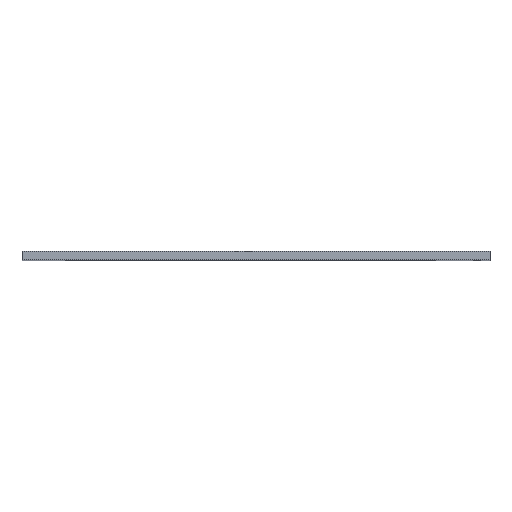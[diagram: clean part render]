
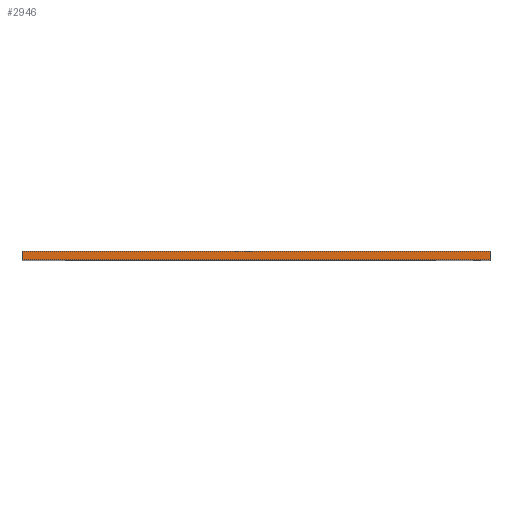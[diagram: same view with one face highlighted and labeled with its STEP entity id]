
A CAD part, top view. The second image highlights one B-rep face of the part: STEP entity #2946.
In plain terms, the highlighted planar face has unit normal (0, 0, 1).
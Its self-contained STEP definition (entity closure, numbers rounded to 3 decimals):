
#339=FACE_OUTER_BOUND('',#526,.T.);
#526=EDGE_LOOP('',(#2570,#2571,#2572,#2573));
#585=LINE('',#3876,#923);
#916=LINE('',#4654,#1254);
#917=LINE('',#4657,#1255);
#918=LINE('',#4658,#1256);
#923=VECTOR('',#3150,10.);
#1254=VECTOR('',#3857,10.);
#1255=VECTOR('',#3860,10.);
#1256=VECTOR('',#3861,10.);
#1259=VERTEX_POINT('',#3870);
#1261=VERTEX_POINT('',#3874);
#1520=VERTEX_POINT('',#4652);
#1521=VERTEX_POINT('',#4656);
#1525=EDGE_CURVE('',#1259,#1261,#585,.T.);
#1914=EDGE_CURVE('',#1261,#1520,#916,.T.);
#1915=EDGE_CURVE('',#1521,#1520,#917,.T.);
#1916=EDGE_CURVE('',#1259,#1521,#918,.T.);
#2570=ORIENTED_EDGE('',*,*,#1525,.T.);
#2571=ORIENTED_EDGE('',*,*,#1914,.T.);
#2572=ORIENTED_EDGE('',*,*,#1915,.F.);
#2573=ORIENTED_EDGE('',*,*,#1916,.F.);
#2812=PLANE('',#3140);
#2946=ADVANCED_FACE('',(#339),#2812,.T.);
#3140=AXIS2_PLACEMENT_3D('',#4655,#3858,#3859);
#3150=DIRECTION('',(1.,0.,0.));
#3857=DIRECTION('',(0.,1.,0.));
#3858=DIRECTION('center_axis',(0.,0.,1.));
#3859=DIRECTION('ref_axis',(1.,0.,0.));
#3860=DIRECTION('',(1.,0.,0.));
#3861=DIRECTION('',(0.,1.,0.));
#3870=CARTESIAN_POINT('',(1014.584,0.,799.999));
#3874=CARTESIAN_POINT('',(1179.166,0.,799.999));
#3876=CARTESIAN_POINT('',(1014.584,0.,799.999));
#4652=CARTESIAN_POINT('',(1179.166,3.,799.999));
#4654=CARTESIAN_POINT('',(1179.166,0.,799.999));
#4655=CARTESIAN_POINT('Origin',(1014.584,0.,799.999));
#4656=CARTESIAN_POINT('',(1014.584,3.,799.999));
#4657=CARTESIAN_POINT('',(1014.584,3.,799.999));
#4658=CARTESIAN_POINT('',(1014.584,0.,799.999));
